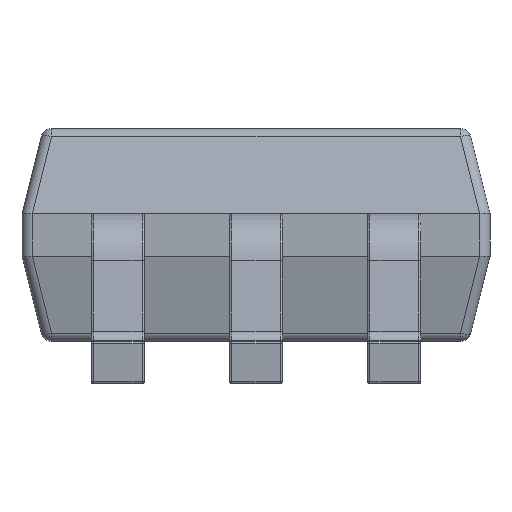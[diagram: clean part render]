
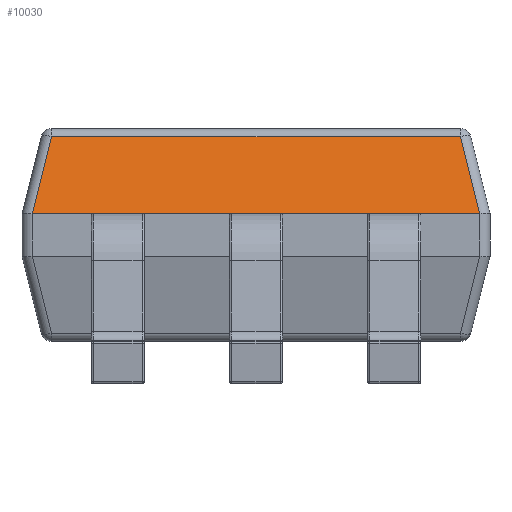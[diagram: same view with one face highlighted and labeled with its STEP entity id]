
A CAD part, left-side view. The second image highlights one B-rep face of the part: STEP entity #10030.
In plain terms, the highlighted planar face has unit normal (-0.97, 0, 0.242).
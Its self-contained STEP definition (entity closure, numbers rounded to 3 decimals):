
#736 =( BOUNDED_CURVE ( )  B_SPLINE_CURVE ( 3, ( #3720, #30598, #8951, #19979 ),
 .UNSPECIFIED., .F., .F. ) 
 B_SPLINE_CURVE_WITH_KNOTS ( ( 4, 4 ),
 ( 0., 0.029 ),
 .UNSPECIFIED. ) 
 CURVE ( )  GEOMETRIC_REPRESENTATION_ITEM ( )  RATIONAL_B_SPLINE_CURVE ( ( 1., 1., 1., 1. ) ) 
 REPRESENTATION_ITEM ( '' )  );
#1510 = VERTEX_POINT ( 'NONE', #26083 ) ;
#1541 = CARTESIAN_POINT ( 'NONE',  ( -0.65, 1.05, 0.7 ) ) ;
#1721 = VERTEX_POINT ( 'NONE', #6702 ) ;
#3066 = ORIENTED_EDGE ( 'NONE', *, *, #33435, .F. ) ;
#3720 = CARTESIAN_POINT ( 'NONE',  ( -0.65, -1.05, 0.7 ) ) ;
#4101 = LINE ( 'NONE', #11900, #22635 ) ;
#4411 = CARTESIAN_POINT ( 'NONE',  ( -0.65, 1.05, 0.7 ) ) ;
#5420 = CARTESIAN_POINT ( 'NONE',  ( -0.559, 0., 1.062 ) ) ;
#6046 = EDGE_CURVE ( 'NONE', #19243, #34848, #736, .T. ) ;
#6702 = CARTESIAN_POINT ( 'NONE',  ( -0.559, -0.961, 1.062 ) ) ;
#7283 = CARTESIAN_POINT ( 'NONE',  ( -0.65, 1.051, 0.7 ) ) ;
#7466 = CARTESIAN_POINT ( 'NONE',  ( -0.65, 1.051, 0.7 ) ) ;
#7934 = ORIENTED_EDGE ( 'NONE', *, *, #31040, .T. ) ;
#8048 = VECTOR ( 'NONE', #34541, 1000. ) ;
#8910 = LINE ( 'NONE', #11467, #35387 ) ;
#8951 = CARTESIAN_POINT ( 'NONE',  ( -0.65, -1.051, 0.7 ) ) ;
#9016 = CARTESIAN_POINT ( 'NONE',  ( -0.65, 1.051, 0.7 ) ) ;
#9737 = EDGE_CURVE ( 'NONE', #30224, #27334, #8910, .T. ) ;
#10030 = ADVANCED_FACE ( 'NONE', ( #22376 ), #27981, .T. ) ;
#10873 = ORIENTED_EDGE ( 'NONE', *, *, #19168, .T. ) ;
#11401 = CARTESIAN_POINT ( 'NONE',  ( -0.55, 0., 1.1 ) ) ;
#11467 = CARTESIAN_POINT ( 'NONE',  ( -0.497, 0.899, 1.311 ) ) ;
#11900 = CARTESIAN_POINT ( 'NONE',  ( -0.65, 1.1, 0.7 ) ) ;
#13382 = VECTOR ( 'NONE', #35675, 1000. ) ;
#13933 = ORIENTED_EDGE ( 'NONE', *, *, #9737, .T. ) ;
#14289 = DIRECTION ( 'NONE',  ( -0.97, 0., 0.243 ) ) ;
#16142 = CARTESIAN_POINT ( 'NONE',  ( -0.65, -1.051, 0.7 ) ) ;
#19168 = EDGE_CURVE ( 'NONE', #34848, #1721, #23253, .T. ) ;
#19226 = DIRECTION ( 'NONE',  ( -0.236, 0.236, -0.943 ) ) ;
#19243 = VERTEX_POINT ( 'NONE', #32019 ) ;
#19979 = CARTESIAN_POINT ( 'NONE',  ( -0.65, -1.051, 0.7 ) ) ;
#22376 = FACE_OUTER_BOUND ( 'NONE', #30684, .T. ) ;
#22635 = VECTOR ( 'NONE', #30963, 1000. ) ;
#23253 = LINE ( 'NONE', #23750, #8048 ) ;
#23750 = CARTESIAN_POINT ( 'NONE',  ( -0.497, -0.899, 1.311 ) ) ;
#24009 =( BOUNDED_CURVE ( )  B_SPLINE_CURVE ( 3, ( #7466, #7283, #1541, #4411 ),
 .UNSPECIFIED., .F., .T. ) 
 B_SPLINE_CURVE_WITH_KNOTS ( ( 4, 4 ),
 ( 6.254, 6.283 ),
 .UNSPECIFIED. ) 
 CURVE ( )  GEOMETRIC_REPRESENTATION_ITEM ( )  RATIONAL_B_SPLINE_CURVE ( ( 1., 1., 1., 1. ) ) 
 REPRESENTATION_ITEM ( '' )  );
#25846 = EDGE_CURVE ( 'NONE', #27334, #1510, #24009, .T. ) ;
#26083 = CARTESIAN_POINT ( 'NONE',  ( -0.65, 1.05, 0.7 ) ) ;
#27334 = VERTEX_POINT ( 'NONE', #9016 ) ;
#27981 = PLANE ( 'NONE',  #31939 ) ;
#30128 = LINE ( 'NONE', #5420, #13382 ) ;
#30224 = VERTEX_POINT ( 'NONE', #34124 ) ;
#30598 = CARTESIAN_POINT ( 'NONE',  ( -0.65, -1.05, 0.7 ) ) ;
#30684 = EDGE_LOOP ( 'NONE', ( #13933, #33671, #3066, #32696, #10873, #7934 ) ) ;
#30963 = DIRECTION ( 'NONE',  ( 0., 1., 0. ) ) ;
#30983 = DIRECTION ( 'NONE',  ( 0., 1., 0. ) ) ;
#31040 = EDGE_CURVE ( 'NONE', #1721, #30224, #30128, .T. ) ;
#31939 = AXIS2_PLACEMENT_3D ( 'NONE', #11401, #14289, #30983 ) ;
#32019 = CARTESIAN_POINT ( 'NONE',  ( -0.65, -1.05, 0.7 ) ) ;
#32696 = ORIENTED_EDGE ( 'NONE', *, *, #6046, .T. ) ;
#33435 = EDGE_CURVE ( 'NONE', #19243, #1510, #4101, .T. ) ;
#33671 = ORIENTED_EDGE ( 'NONE', *, *, #25846, .T. ) ;
#34124 = CARTESIAN_POINT ( 'NONE',  ( -0.559, 0.961, 1.062 ) ) ;
#34541 = DIRECTION ( 'NONE',  ( 0.236, 0.236, 0.943 ) ) ;
#34848 = VERTEX_POINT ( 'NONE', #16142 ) ;
#35387 = VECTOR ( 'NONE', #19226, 1000. ) ;
#35675 = DIRECTION ( 'NONE',  ( 0., 1., 0. ) ) ;
